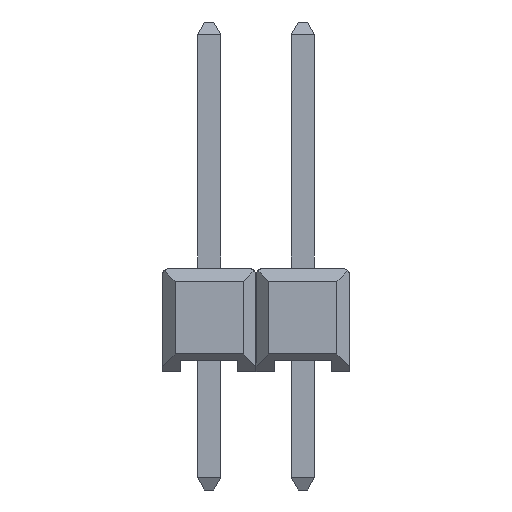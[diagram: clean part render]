
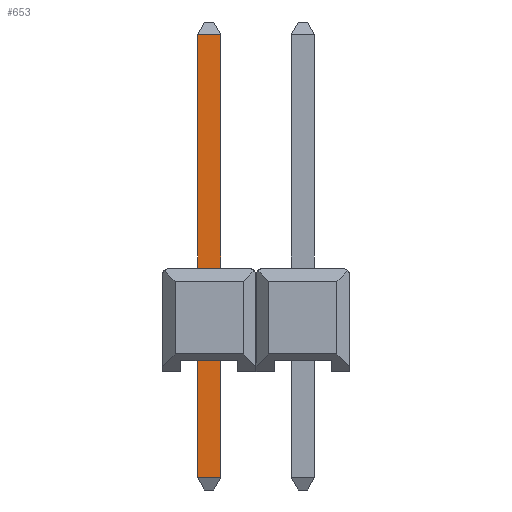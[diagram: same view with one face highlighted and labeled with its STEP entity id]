
A CAD part, left-side view. The second image highlights one B-rep face of the part: STEP entity #653.
In plain terms, the highlighted free-form (B-spline) face has degree [1, 1] with [2, 2] control points.
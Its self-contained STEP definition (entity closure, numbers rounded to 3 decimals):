
#653=ADVANCED_FACE('',(#1233),#19479,.T.);
#1233=FACE_OUTER_BOUND('',#1829,.T.);
#1829=EDGE_LOOP('',(#3256,#3257,#3258,#3259));
#3256=ORIENTED_EDGE('',*,*,#13102,.T.);
#3257=ORIENTED_EDGE('',*,*,#13101,.F.);
#3258=ORIENTED_EDGE('',*,*,#13103,.T.);
#3259=ORIENTED_EDGE('',*,*,#13092,.F.);
#6268=PCURVE('',#19476,#9164);
#6279=PCURVE('',#19478,#9175);
#6280=PCURVE('',#19479,#9176);
#6281=PCURVE('',#19479,#9177);
#6282=PCURVE('',#19479,#9178);
#6283=PCURVE('',#19479,#9179);
#6301=PCURVE('',#19484,#9197);
#6314=PCURVE('',#19487,#9210);
#9164=DEFINITIONAL_REPRESENTATION('',(#15533),#34647);
#9175=DEFINITIONAL_REPRESENTATION('',(#15553),#34647);
#9176=DEFINITIONAL_REPRESENTATION('',(#15555),#34647);
#9177=DEFINITIONAL_REPRESENTATION('',(#15556),#34647);
#9178=DEFINITIONAL_REPRESENTATION('',(#15558),#34647);
#9179=DEFINITIONAL_REPRESENTATION('',(#15559),#34647);
#9197=DEFINITIONAL_REPRESENTATION('',(#15585),#34647);
#9210=DEFINITIONAL_REPRESENTATION('',(#15605),#34647);
#11588=SURFACE_CURVE('',#15532,(#6268,#6283),.PCURVE_S1.);
#11597=SURFACE_CURVE('',#15552,(#6279,#6281),.PCURVE_S1.);
#11598=SURFACE_CURVE('',#15554,(#6280,#6301),.PCURVE_S1.);
#11599=SURFACE_CURVE('',#15557,(#6282,#6314),.PCURVE_S1.);
#13092=EDGE_CURVE('',#18706,#18707,#11588,.T.);
#13101=EDGE_CURVE('',#18713,#18712,#11597,.T.);
#13102=EDGE_CURVE('',#18706,#18712,#11598,.T.);
#13103=EDGE_CURVE('',#18713,#18707,#11599,.T.);
#15532=B_SPLINE_CURVE_WITH_KNOTS('',1,(#25030,#25031),.UNSPECIFIED.,.F.,
 .F.,(2,2),(0.,12.016),.UNSPECIFIED.);
#15533=B_SPLINE_CURVE_WITH_KNOTS('',1,(#25032,#25033),.UNSPECIFIED.,.F.,
 .F.,(2,2),(0.,12.016),.UNSPECIFIED.);
#15552=B_SPLINE_CURVE_WITH_KNOTS('',1,(#25070,#25071),.UNSPECIFIED.,.F.,
 .F.,(2,2),(0.,12.016),.UNSPECIFIED.);
#15553=B_SPLINE_CURVE_WITH_KNOTS('',1,(#25072,#25073),.UNSPECIFIED.,.F.,
 .F.,(2,2),(0.,12.016),.UNSPECIFIED.);
#15554=B_SPLINE_CURVE_WITH_KNOTS('',1,(#25074,#25075),.UNSPECIFIED.,.F.,
 .F.,(2,2),(-0.63,0.),.UNSPECIFIED.);
#15555=B_SPLINE_CURVE_WITH_KNOTS('',1,(#25076,#25077),.UNSPECIFIED.,.F.,
 .F.,(2,2),(-0.63,0.),.UNSPECIFIED.);
#15556=B_SPLINE_CURVE_WITH_KNOTS('',1,(#25078,#25079),.UNSPECIFIED.,.F.,
 .F.,(2,2),(0.,12.016),.UNSPECIFIED.);
#15557=B_SPLINE_CURVE_WITH_KNOTS('',1,(#25080,#25081),.UNSPECIFIED.,.F.,
 .F.,(2,2),(0.,0.63),.UNSPECIFIED.);
#15558=B_SPLINE_CURVE_WITH_KNOTS('',1,(#25082,#25083),.UNSPECIFIED.,.F.,
 .F.,(2,2),(0.,0.63),.UNSPECIFIED.);
#15559=B_SPLINE_CURVE_WITH_KNOTS('',1,(#25084,#25085),.UNSPECIFIED.,.F.,
 .F.,(2,2),(0.,12.016),.UNSPECIFIED.);
#15585=B_SPLINE_CURVE_WITH_KNOTS('',1,(#25136,#25137),.UNSPECIFIED.,.F.,
 .F.,(2,2),(-0.63,0.),.UNSPECIFIED.);
#15605=B_SPLINE_CURVE_WITH_KNOTS('',1,(#25176,#25177),.UNSPECIFIED.,.F.,
 .F.,(2,2),(0.,0.63),.UNSPECIFIED.);
#18706=VERTEX_POINT('',#25014);
#18707=VERTEX_POINT('',#25015);
#18712=VERTEX_POINT('',#25020);
#18713=VERTEX_POINT('',#25021);
#19476=B_SPLINE_SURFACE_WITH_KNOTS('',1,1,((#24958,#24959),(#24960,#24961)),
 .UNSPECIFIED.,.F.,.F.,.F.,(2,2),(2,2),(-6.154,6.154),
(-0.325,0.325),.UNSPECIFIED.);
#19478=B_SPLINE_SURFACE_WITH_KNOTS('',1,1,((#24966,#24967),(#24968,#24969)),
 .UNSPECIFIED.,.F.,.F.,.F.,(2,2),(2,2),(-0.325,0.325),
(-6.153,6.153),.UNSPECIFIED.);
#19479=B_SPLINE_SURFACE_WITH_KNOTS('',1,1,((#24970,#24971),(#24972,#24973)),
 .UNSPECIFIED.,.F.,.F.,.F.,(2,2),(2,2),(-1.151,13.508),
(-1.423,0.773),.UNSPECIFIED.);
#19484=B_SPLINE_SURFACE_WITH_KNOTS('',1,1,((#24990,#24991),(#24992,#24993)),
 .UNSPECIFIED.,.F.,.F.,.F.,(2,2),(2,2),(-0.792,1.202),
(-1.423,0.773),.UNSPECIFIED.);
#19487=B_SPLINE_SURFACE_WITH_KNOTS('',1,1,((#25002,#25003),(#25004,#25005)),
 .UNSPECIFIED.,.F.,.F.,.F.,(2,2),(2,2),(-1.202,0.792),
(-1.423,0.773),.UNSPECIFIED.);
#24958=CARTESIAN_POINT('',(-0.325,2.225,9.326));
#24959=CARTESIAN_POINT('',(0.325,2.225,9.326));
#24960=CARTESIAN_POINT('',(-0.325,2.225,-2.981));
#24961=CARTESIAN_POINT('',(0.325,2.225,-2.981));
#24966=CARTESIAN_POINT('',(-0.325,2.855,9.326));
#24967=CARTESIAN_POINT('',(-0.325,2.855,-2.981));
#24968=CARTESIAN_POINT('',(0.325,2.855,9.326));
#24969=CARTESIAN_POINT('',(0.325,2.855,-2.981));
#24970=CARTESIAN_POINT('',(-0.315,3.638,10.477));
#24971=CARTESIAN_POINT('',(-0.315,1.442,10.477));
#24972=CARTESIAN_POINT('',(-0.315,3.638,-4.182));
#24973=CARTESIAN_POINT('',(-0.315,1.442,-4.182));
#24990=CARTESIAN_POINT('',(0.267,3.638,10.196));
#24991=CARTESIAN_POINT('',(0.267,1.442,10.196));
#24992=CARTESIAN_POINT('',(-0.707,3.638,8.456));
#24993=CARTESIAN_POINT('',(-0.707,1.442,8.456));
#25002=CARTESIAN_POINT('',(-0.705,3.638,-2.159));
#25003=CARTESIAN_POINT('',(-0.705,1.442,-2.159));
#25004=CARTESIAN_POINT('',(0.266,3.638,-3.901));
#25005=CARTESIAN_POINT('',(0.266,1.442,-3.901));
#25014=CARTESIAN_POINT('',(-0.315,2.225,9.156));
#25015=CARTESIAN_POINT('',(-0.315,2.225,-2.86));
#25020=CARTESIAN_POINT('',(-0.315,2.855,9.156));
#25021=CARTESIAN_POINT('',(-0.315,2.855,-2.86));
#25030=CARTESIAN_POINT('',(-0.315,2.225,9.156));
#25031=CARTESIAN_POINT('',(-0.315,2.225,-2.86));
#25032=CARTESIAN_POINT('',(-5.983,-0.315));
#25033=CARTESIAN_POINT('',(6.033,-0.315));
#25070=CARTESIAN_POINT('',(-0.315,2.855,-2.86));
#25071=CARTESIAN_POINT('',(-0.315,2.855,9.156));
#25072=CARTESIAN_POINT('',(-0.315,6.033));
#25073=CARTESIAN_POINT('',(-0.315,-5.983));
#25074=CARTESIAN_POINT('',(-0.315,2.225,9.156));
#25075=CARTESIAN_POINT('',(-0.315,2.855,9.156));
#25076=CARTESIAN_POINT('',(0.171,-0.01));
#25077=CARTESIAN_POINT('',(0.171,-0.64));
#25078=CARTESIAN_POINT('',(12.186,-0.64));
#25079=CARTESIAN_POINT('',(0.171,-0.64));
#25080=CARTESIAN_POINT('',(-0.315,2.855,-2.86));
#25081=CARTESIAN_POINT('',(-0.315,2.225,-2.86));
#25082=CARTESIAN_POINT('',(12.186,-0.64));
#25083=CARTESIAN_POINT('',(12.186,-0.01));
#25084=CARTESIAN_POINT('',(0.171,-0.01));
#25085=CARTESIAN_POINT('',(12.186,-0.01));
#25136=CARTESIAN_POINT('',(0.4,-0.01));
#25137=CARTESIAN_POINT('',(0.4,-0.64));
#25176=CARTESIAN_POINT('',(-0.399,-0.64));
#25177=CARTESIAN_POINT('',(-0.399,-0.01));
#34647=(
GEOMETRIC_REPRESENTATION_CONTEXT(2)
PARAMETRIC_REPRESENTATION_CONTEXT()
REPRESENTATION_CONTEXT('pspace','')
);
